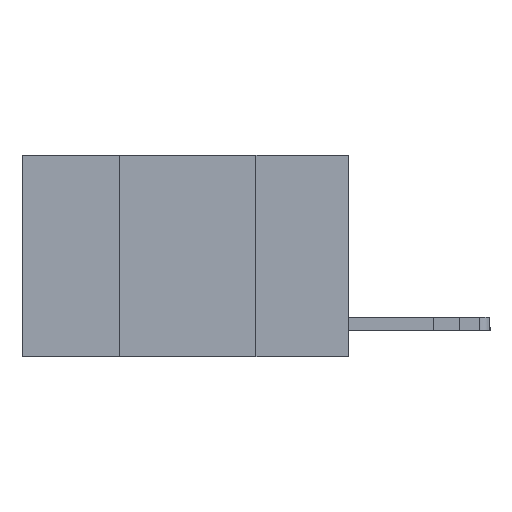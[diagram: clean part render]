
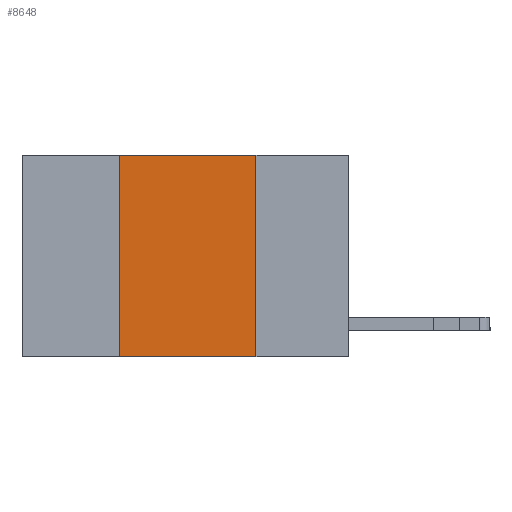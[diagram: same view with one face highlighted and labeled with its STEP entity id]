
A CAD part, left-side view. The second image highlights one B-rep face of the part: STEP entity #8648.
In plain terms, the highlighted planar face has unit normal (-1, 0, 0).
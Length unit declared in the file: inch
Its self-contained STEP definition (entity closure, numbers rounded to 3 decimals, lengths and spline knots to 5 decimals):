
#512 = DIRECTION ( 'NONE',  ( 0., -1., 0. ) ) ;
#910 = CARTESIAN_POINT ( 'NONE',  ( 0., 0.42, 0. ) ) ;
#982 = LINE ( 'NONE', #910, #11609 ) ;
#1593 = ORIENTED_EDGE ( 'NONE', *, *, #7812, .F. ) ;
#1611 = VERTEX_POINT ( 'NONE', #10397 ) ;
#1781 = VECTOR ( 'NONE', #512, 39.37008 ) ;
#1812 = VECTOR ( 'NONE', #2818, 39.37008 ) ;
#2645 = LINE ( 'NONE', #5105, #13132 ) ;
#2818 = DIRECTION ( 'NONE',  ( 0., 0., -1. ) ) ;
#2821 = CARTESIAN_POINT ( 'NONE',  ( 0., 0.6, -0.37 ) ) ;
#2843 = ORIENTED_EDGE ( 'NONE', *, *, #11278, .F. ) ;
#3443 = VERTEX_POINT ( 'NONE', #5131 ) ;
#4063 = CARTESIAN_POINT ( 'NONE',  ( 0., 0.17, -0.37 ) ) ;
#5105 = CARTESIAN_POINT ( 'NONE',  ( 0., 0.6, 0. ) ) ;
#5131 = CARTESIAN_POINT ( 'NONE',  ( 0., 0.42, 0. ) ) ;
#5640 = DIRECTION ( 'NONE',  ( 1., 0., 0. ) ) ;
#7702 = AXIS2_PLACEMENT_3D ( 'NONE', #12727, #5640, #14858 ) ;
#7812 = EDGE_CURVE ( 'NONE', #12038, #3443, #982, .T. ) ;
#7956 = FACE_OUTER_BOUND ( 'NONE', #11642, .T. ) ;
#8105 = PLANE ( 'NONE',  #7702 ) ;
#8153 = EDGE_CURVE ( 'NONE', #12038, #11062, #13365, .T. ) ;
#8648 = ADVANCED_FACE ( 'NONE', ( #7956 ), #8105, .F. ) ;
#9822 = DIRECTION ( 'NONE',  ( 0., -1., 0. ) ) ;
#10397 = CARTESIAN_POINT ( 'NONE',  ( 0., 0.17, 0. ) ) ;
#11062 = VERTEX_POINT ( 'NONE', #4063 ) ;
#11278 = EDGE_CURVE ( 'NONE', #1611, #11062, #14498, .T. ) ;
#11417 = CARTESIAN_POINT ( 'NONE',  ( 0., 0.42, -0.37 ) ) ;
#11609 = VECTOR ( 'NONE', #13970, 39.37008 ) ;
#11642 = EDGE_LOOP ( 'NONE', ( #2843, #14959, #1593, #12244 ) ) ;
#11798 = EDGE_CURVE ( 'NONE', #3443, #1611, #2645, .T. ) ;
#11978 = CARTESIAN_POINT ( 'NONE',  ( 0., 0.17, 0. ) ) ;
#12038 = VERTEX_POINT ( 'NONE', #11417 ) ;
#12244 = ORIENTED_EDGE ( 'NONE', *, *, #8153, .T. ) ;
#12727 = CARTESIAN_POINT ( 'NONE',  ( 0., 0.6, 0. ) ) ;
#13132 = VECTOR ( 'NONE', #9822, 39.37008 ) ;
#13365 = LINE ( 'NONE', #2821, #1781 ) ;
#13970 = DIRECTION ( 'NONE',  ( 0., 0., 1. ) ) ;
#14498 = LINE ( 'NONE', #11978, #1812 ) ;
#14858 = DIRECTION ( 'NONE',  ( 0., 0., -1. ) ) ;
#14959 = ORIENTED_EDGE ( 'NONE', *, *, #11798, .F. ) ;
